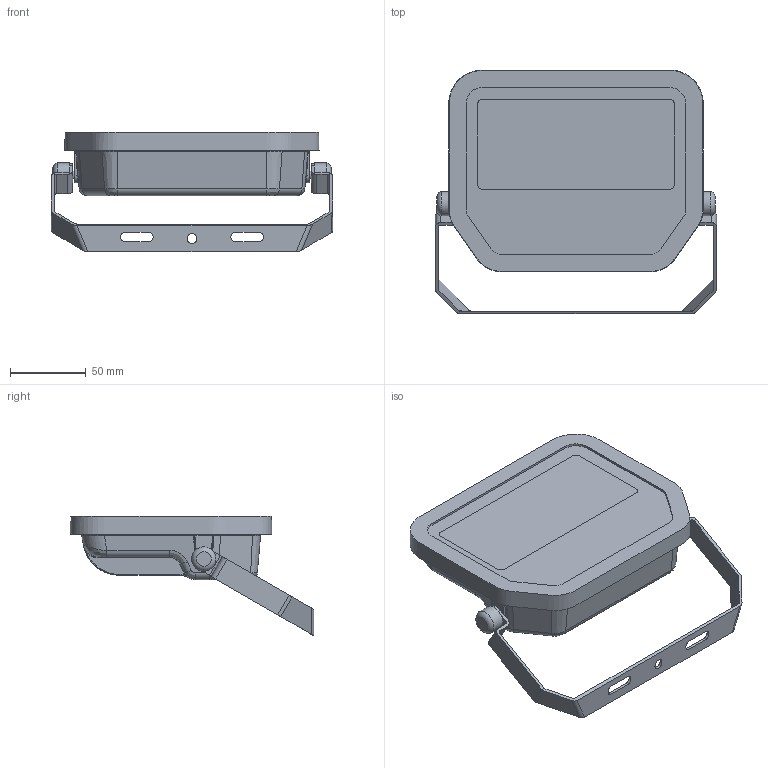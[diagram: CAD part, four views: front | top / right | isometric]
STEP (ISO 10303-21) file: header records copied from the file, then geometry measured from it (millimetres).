
FILE_DESCRIPTION (( 'STEP AP214' ), '1' );
FILE_NAME ('FL_G3_30W.STEP', '2023-04-28T08:35:07', ( '' ), ( '' ), 'SwSTEP 2.0', 'SolidWorks 2020', '' );
FILE_SCHEMA (( 'AUTOMOTIVE_DESIGN' ));
Length unit declared in the file: millimetre
Products named in the file (1): FL_G3_30W
Bounding box: 186.2 x 161.4 x 79.05 mm (x, y, z)
Volume: 554162.9 mm3; surface area: 146947.2 mm2
Topology: 7 solids, 7 shells, 524 faces, 1350 edges, 829 vertices
Faces by surface type: bspline 196, cylinder 187, plane 131, cone 8, torus 2
Full cylindrical faces by diameter (mm): 5.8 x2, 6 x2, 6.5 x1, 16.094 x2
Entity records: 35016 total; most frequent: CARTESIAN_POINT 18163, ORIENTED_EDGE 2630, DIRECTION 1820, EDGE_CURVE 1315, VERTEX_POINT 823, AXIS2_PLACEMENT_3D 659, EDGE_LOOP 556, FACE_OUTER_BOUND 537
